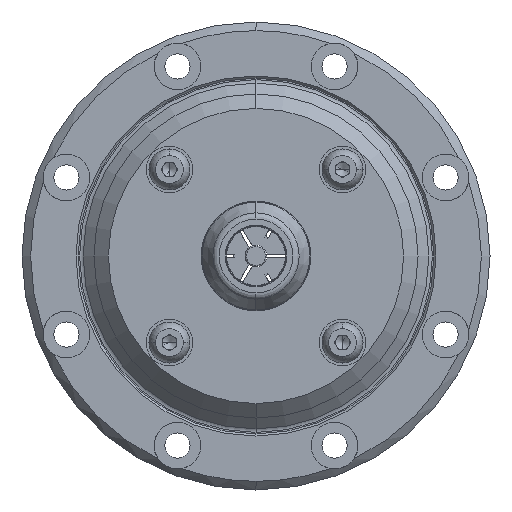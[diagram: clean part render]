
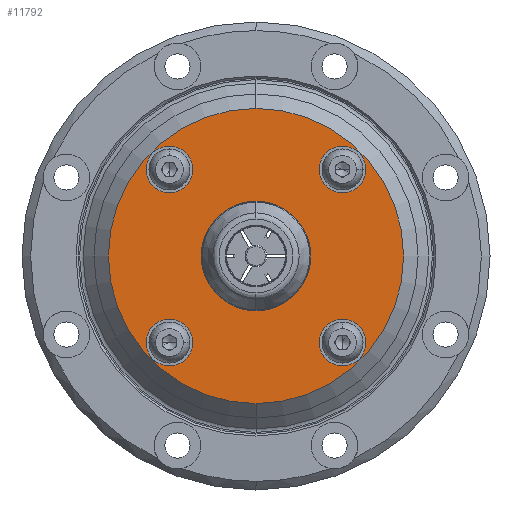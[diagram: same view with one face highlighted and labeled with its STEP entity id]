
A CAD part, left-side view. The second image highlights one B-rep face of the part: STEP entity #11792.
In plain terms, the highlighted planar face has unit normal (-1, 0, 0).
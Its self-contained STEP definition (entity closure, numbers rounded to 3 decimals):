
#5 = CARTESIAN_POINT ( 'NONE',  ( 11.7, 0., 0. ) ) ;
#84 = ORIENTED_EDGE ( 'NONE', *, *, #2367, .F. ) ;
#177 = EDGE_LOOP ( 'NONE', ( #8275, #6281 ) ) ;
#378 = VERTEX_POINT ( 'NONE', #9239 ) ;
#396 = CIRCLE ( 'NONE', #4156, 3.25 ) ;
#471 = CIRCLE ( 'NONE', #11527, 3.25 ) ;
#516 = CIRCLE ( 'NONE', #6951, 3.25 ) ;
#685 = DIRECTION ( 'NONE',  ( 0., 0., 1. ) ) ;
#798 = DIRECTION ( 'NONE',  ( -1., 0., 0. ) ) ;
#843 = CIRCLE ( 'NONE', #6249, 3.25 ) ;
#1027 = DIRECTION ( 'NONE',  ( 0., 0., 1. ) ) ;
#1391 = CARTESIAN_POINT ( 'NONE',  ( 11.7, -12.021, 15.271 ) ) ;
#1510 = ORIENTED_EDGE ( 'NONE', *, *, #6907, .F. ) ;
#1666 = CARTESIAN_POINT ( 'NONE',  ( 11.7, 12.021, 12.021 ) ) ;
#1729 = CARTESIAN_POINT ( 'NONE',  ( 11.7, 0., -6.95 ) ) ;
#1792 = EDGE_CURVE ( 'NONE', #9857, #5303, #8818, .T. ) ;
#1907 = ORIENTED_EDGE ( 'NONE', *, *, #6868, .T. ) ;
#1942 = VERTEX_POINT ( 'NONE', #1391 ) ;
#1994 = DIRECTION ( 'NONE',  ( -1., 0., 0. ) ) ;
#2367 = EDGE_CURVE ( 'NONE', #1942, #8207, #10361, .T. ) ;
#2675 = DIRECTION ( 'NONE',  ( 0., 0., 1. ) ) ;
#2747 = EDGE_CURVE ( 'NONE', #4370, #12876, #4452, .T. ) ;
#2876 = EDGE_CURVE ( 'NONE', #12843, #9356, #471, .T. ) ;
#3090 = EDGE_LOOP ( 'NONE', ( #7738, #13154 ) ) ;
#3188 = CIRCLE ( 'NONE', #4331, 6.95 ) ;
#3216 = CARTESIAN_POINT ( 'NONE',  ( 11.7, 0., 0. ) ) ;
#3249 = CIRCLE ( 'NONE', #12169, 3.25 ) ;
#3436 = DIRECTION ( 'NONE',  ( -1., 0., 0. ) ) ;
#3442 = AXIS2_PLACEMENT_3D ( 'NONE', #8094, #1994, #9118 ) ;
#3585 = ORIENTED_EDGE ( 'NONE', *, *, #7120, .T. ) ;
#3803 = DIRECTION ( 'NONE',  ( -1., 0., 0. ) ) ;
#3828 = CARTESIAN_POINT ( 'NONE',  ( 11.7, 12.021, 15.271 ) ) ;
#3847 = CARTESIAN_POINT ( 'NONE',  ( 11.7, -12.021, 12.021 ) ) ;
#4125 = AXIS2_PLACEMENT_3D ( 'NONE', #11846, #5745, #12868 ) ;
#4156 = AXIS2_PLACEMENT_3D ( 'NONE', #5527, #12657, #6563 ) ;
#4160 = CARTESIAN_POINT ( 'NONE',  ( 11.7, 0., -20.5 ) ) ;
#4263 = DIRECTION ( 'NONE',  ( 0., 0., 1. ) ) ;
#4266 = DIRECTION ( 'NONE',  ( -1., 0., 0. ) ) ;
#4331 = AXIS2_PLACEMENT_3D ( 'NONE', #5, #7121, #1027 ) ;
#4370 = VERTEX_POINT ( 'NONE', #9761 ) ;
#4452 = CIRCLE ( 'NONE', #5387, 20.5 ) ;
#4812 = EDGE_LOOP ( 'NONE', ( #9603, #3585 ) ) ;
#4883 = DIRECTION ( 'NONE',  ( 0., -1., 0. ) ) ;
#4891 = AXIS2_PLACEMENT_3D ( 'NONE', #9912, #3803, #10936 ) ;
#5082 = CARTESIAN_POINT ( 'NONE',  ( 11.7, 12.021, -12.021 ) ) ;
#5231 = CARTESIAN_POINT ( 'NONE',  ( 11.7, 12.021, -8.771 ) ) ;
#5303 = VERTEX_POINT ( 'NONE', #9718 ) ;
#5387 = AXIS2_PLACEMENT_3D ( 'NONE', #9549, #3436, #10574 ) ;
#5527 = CARTESIAN_POINT ( 'NONE',  ( 11.7, 12.021, 12.021 ) ) ;
#5624 = AXIS2_PLACEMENT_3D ( 'NONE', #10364, #4266, #11375 ) ;
#5740 = CARTESIAN_POINT ( 'NONE',  ( 11.7, 0., 0. ) ) ;
#5745 = DIRECTION ( 'NONE',  ( -1., 0., 0. ) ) ;
#5838 = VERTEX_POINT ( 'NONE', #1729 ) ;
#6097 = DIRECTION ( 'NONE',  ( 0., 1., 0. ) ) ;
#6246 = CIRCLE ( 'NONE', #4891, 20.5 ) ;
#6249 = AXIS2_PLACEMENT_3D ( 'NONE', #6889, #798, #7927 ) ;
#6281 = ORIENTED_EDGE ( 'NONE', *, *, #2876, .F. ) ;
#6563 = DIRECTION ( 'NONE',  ( 0., 0., 1. ) ) ;
#6675 = FACE_OUTER_BOUND ( 'NONE', #6981, .T. ) ;
#6696 = AXIS2_PLACEMENT_3D ( 'NONE', #3216, #10359, #4263 ) ;
#6783 = DIRECTION ( 'NONE',  ( -1., 0., 0. ) ) ;
#6868 = EDGE_CURVE ( 'NONE', #12876, #4370, #6246, .T. ) ;
#6887 = EDGE_CURVE ( 'NONE', #5303, #9857, #843, .T. ) ;
#6889 = CARTESIAN_POINT ( 'NONE',  ( 11.7, -12.021, -12.021 ) ) ;
#6907 = EDGE_CURVE ( 'NONE', #8207, #1942, #516, .T. ) ;
#6951 = AXIS2_PLACEMENT_3D ( 'NONE', #3847, #10982, #4883 ) ;
#6981 = EDGE_LOOP ( 'NONE', ( #1907, #7883 ) ) ;
#7026 = FACE_BOUND ( 'NONE', #177, .T. ) ;
#7120 = EDGE_CURVE ( 'NONE', #5838, #378, #8780, .T. ) ;
#7121 = DIRECTION ( 'NONE',  ( 1., 0., 0. ) ) ;
#7195 = CARTESIAN_POINT ( 'NONE',  ( 11.7, 12.021, 8.771 ) ) ;
#7204 = CARTESIAN_POINT ( 'NONE',  ( 11.7, -12.021, 8.771 ) ) ;
#7262 = ORIENTED_EDGE ( 'NONE', *, *, #6887, .F. ) ;
#7561 = EDGE_CURVE ( 'NONE', #7693, #11441, #7654, .T. ) ;
#7654 = CIRCLE ( 'NONE', #3442, 3.25 ) ;
#7693 = VERTEX_POINT ( 'NONE', #5231 ) ;
#7738 = ORIENTED_EDGE ( 'NONE', *, *, #7561, .F. ) ;
#7883 = ORIENTED_EDGE ( 'NONE', *, *, #2747, .T. ) ;
#7893 = CARTESIAN_POINT ( 'NONE',  ( 11.7, -12.021, -8.771 ) ) ;
#7927 = DIRECTION ( 'NONE',  ( 0., 0., -1. ) ) ;
#8094 = CARTESIAN_POINT ( 'NONE',  ( 11.7, 12.021, -12.021 ) ) ;
#8147 = EDGE_CURVE ( 'NONE', #378, #5838, #3188, .T. ) ;
#8207 = VERTEX_POINT ( 'NONE', #7204 ) ;
#8275 = ORIENTED_EDGE ( 'NONE', *, *, #11060, .F. ) ;
#8776 = PLANE ( 'NONE',  #13190 ) ;
#8780 = CIRCLE ( 'NONE', #6696, 6.95 ) ;
#8787 = DIRECTION ( 'NONE',  ( -1., 0., 0. ) ) ;
#8818 = CIRCLE ( 'NONE', #4125, 3.25 ) ;
#9118 = DIRECTION ( 'NONE',  ( 0., 1., 0. ) ) ;
#9239 = CARTESIAN_POINT ( 'NONE',  ( 11.7, 0., 6.95 ) ) ;
#9356 = VERTEX_POINT ( 'NONE', #3828 ) ;
#9401 = FACE_BOUND ( 'NONE', #4812, .T. ) ;
#9549 = CARTESIAN_POINT ( 'NONE',  ( 11.7, 0., 0. ) ) ;
#9603 = ORIENTED_EDGE ( 'NONE', *, *, #8147, .T. ) ;
#9707 = FACE_BOUND ( 'NONE', #10321, .T. ) ;
#9718 = CARTESIAN_POINT ( 'NONE',  ( 11.7, -12.021, -15.271 ) ) ;
#9761 = CARTESIAN_POINT ( 'NONE',  ( 11.7, 0., 20.5 ) ) ;
#9857 = VERTEX_POINT ( 'NONE', #7893 ) ;
#9912 = CARTESIAN_POINT ( 'NONE',  ( 11.7, 0., 0. ) ) ;
#10321 = EDGE_LOOP ( 'NONE', ( #84, #1510 ) ) ;
#10359 = DIRECTION ( 'NONE',  ( 1., 0., 0. ) ) ;
#10361 = CIRCLE ( 'NONE', #5624, 3.25 ) ;
#10364 = CARTESIAN_POINT ( 'NONE',  ( 11.7, -12.021, 12.021 ) ) ;
#10574 = DIRECTION ( 'NONE',  ( 0., 0., 1. ) ) ;
#10733 = EDGE_CURVE ( 'NONE', #11441, #7693, #3249, .T. ) ;
#10841 = ORIENTED_EDGE ( 'NONE', *, *, #1792, .F. ) ;
#10936 = DIRECTION ( 'NONE',  ( 0., 0., 1. ) ) ;
#10982 = DIRECTION ( 'NONE',  ( -1., 0., 0. ) ) ;
#11060 = EDGE_CURVE ( 'NONE', #9356, #12843, #396, .T. ) ;
#11375 = DIRECTION ( 'NONE',  ( 0., -1., 0. ) ) ;
#11441 = VERTEX_POINT ( 'NONE', #12363 ) ;
#11527 = AXIS2_PLACEMENT_3D ( 'NONE', #1666, #8787, #2675 ) ;
#11792 = ADVANCED_FACE ( 'NONE', ( #12422, #12115, #9707, #7026, #9401, #6675 ), #8776, .T. ) ;
#11846 = CARTESIAN_POINT ( 'NONE',  ( 11.7, -12.021, -12.021 ) ) ;
#12115 = FACE_BOUND ( 'NONE', #12226, .T. ) ;
#12169 = AXIS2_PLACEMENT_3D ( 'NONE', #5082, #12211, #6097 ) ;
#12211 = DIRECTION ( 'NONE',  ( -1., 0., 0. ) ) ;
#12226 = EDGE_LOOP ( 'NONE', ( #10841, #7262 ) ) ;
#12363 = CARTESIAN_POINT ( 'NONE',  ( 11.7, 12.021, -15.271 ) ) ;
#12422 = FACE_BOUND ( 'NONE', #3090, .T. ) ;
#12657 = DIRECTION ( 'NONE',  ( -1., 0., 0. ) ) ;
#12843 = VERTEX_POINT ( 'NONE', #7195 ) ;
#12868 = DIRECTION ( 'NONE',  ( 0., 0., -1. ) ) ;
#12876 = VERTEX_POINT ( 'NONE', #4160 ) ;
#13154 = ORIENTED_EDGE ( 'NONE', *, *, #10733, .F. ) ;
#13190 = AXIS2_PLACEMENT_3D ( 'NONE', #5740, #6783, #685 ) ;
